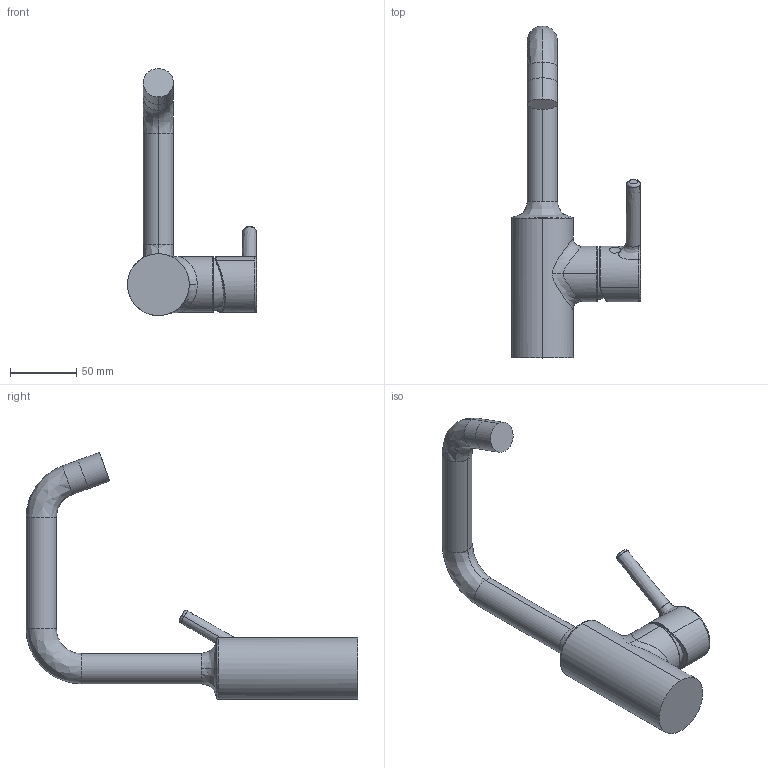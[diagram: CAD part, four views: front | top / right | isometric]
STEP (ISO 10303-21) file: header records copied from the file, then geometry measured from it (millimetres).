
FILE_DESCRIPTION (( 'STEP AP203' ), '1' );
FILE_NAME ('2611AF(2022)+52552267(2022).STEP', '2022-01-26T10:57:32', ( '' ), ( '' ), 'SwSTEP 2.0', 'SolidWorks 2016', '' );
FILE_SCHEMA (( 'CONFIG_CONTROL_DESIGN' ));
Length unit declared in the file: millimetre
Products named in the file (1): 2611AF(2022)+52552267(2022)
Bounding box: 97.16 x 249.7 x 185.95 mm (x, y, z)
Volume: 383391.3 mm3; surface area: 51909.1 mm2
Topology: 1 solids, 3 shells, 64 faces, 149 edges, 94 vertices
Faces by surface type: bspline 29, cylinder 16, plane 11, cone 4, torus 3, sphere 1
Entity records: 7196 total; most frequent: CARTESIAN_POINT 5850, ORIENTED_EDGE 294, DIRECTION 211, EDGE_CURVE 147, AXIS2_PLACEMENT_3D 94, VERTEX_POINT 93, EDGE_LOOP 70, B_SPLINE_CURVE_WITH_KNOTS 65
